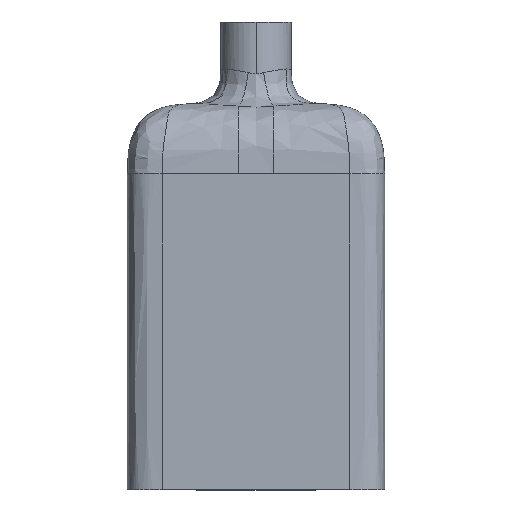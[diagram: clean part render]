
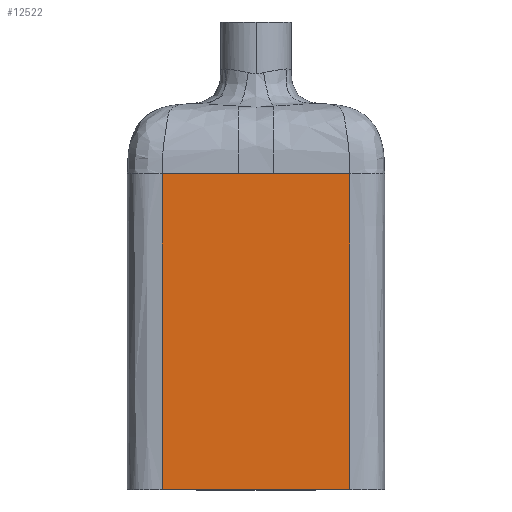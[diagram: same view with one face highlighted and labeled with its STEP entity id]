
A CAD part, top view. The second image highlights one B-rep face of the part: STEP entity #12522.
In plain terms, the highlighted planar face has unit normal (0, 0, 1).
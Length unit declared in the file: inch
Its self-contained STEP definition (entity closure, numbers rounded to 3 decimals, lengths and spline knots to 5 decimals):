
#416 = CARTESIAN_POINT ( 'NONE',  ( -0.5015, 1.688, 0.5375 ) ) ;
#567 = CARTESIAN_POINT ( 'NONE',  ( 0.04709, 1.68845, 0.5375 ) ) ;
#666 = CARTESIAN_POINT ( 'NONE',  ( -0.0386, 1.68856, 0.5375 ) ) ;
#725 = B_SPLINE_CURVE_WITH_KNOTS ( 'NONE', 3,
 ( #10283, #13774, #6775, #16947 ),
 .UNSPECIFIED., .F., .F.,
 ( 4, 4 ),
 ( 0.31315, 1. ),
 .UNSPECIFIED. ) ;
#764 = ORIENTED_EDGE ( 'NONE', *, *, #1630, .T. ) ;
#771 = CARTESIAN_POINT ( 'NONE',  ( 0.0892, 1.688, 0.5375 ) ) ;
#812 = PLANE ( 'NONE',  #12382 ) ;
#1495 = CARTESIAN_POINT ( 'NONE',  ( -0.5015, 1.12533, 0.5375 ) ) ;
#1630 = EDGE_CURVE ( 'NONE', #17928, #7245, #4200, .T. ) ;
#2958 = EDGE_CURVE ( 'NONE', #7245, #12750, #7251, .T. ) ;
#3175 = CARTESIAN_POINT ( 'NONE',  ( -0.5015, 0., 0.5375 ) ) ;
#3707 = CARTESIAN_POINT ( 'NONE',  ( -0.22953, 1.688, 0.5375 ) ) ;
#3754 = CARTESIAN_POINT ( 'NONE',  ( -0.04616, 1.68846, 0.5375 ) ) ;
#3793 = VERTEX_POINT ( 'NONE', #13321 ) ;
#3804 = CARTESIAN_POINT ( 'NONE',  ( -0.5015, 1.688, 0.5375 ) ) ;
#3859 = CARTESIAN_POINT ( 'NONE',  ( 0.05625, 1.68833, 0.5375 ) ) ;
#3958 = CARTESIAN_POINT ( 'NONE',  ( 0.09354, 1.688, 0.5375 ) ) ;
#4200 = LINE ( 'NONE', #17546, #9214 ) ;
#4206 = DIRECTION ( 'NONE',  ( 0., 0., -1. ) ) ;
#4300 = EDGE_CURVE ( 'NONE', #4916, #17928, #8842, .T. ) ;
#4916 = VERTEX_POINT ( 'NONE', #3804 ) ;
#4942 = CARTESIAN_POINT ( 'NONE',  ( 0.5015, 1.688, 0.5375 ) ) ;
#5709 = CARTESIAN_POINT ( 'NONE',  ( 0.06496, 1.68822, 0.5375 ) ) ;
#5915 = CARTESIAN_POINT ( 'NONE',  ( 0.04923, 1.68842, 0.5375 ) ) ;
#6477 = CARTESIAN_POINT ( 'NONE',  ( 0.5015, 0., 0.5375 ) ) ;
#6775 = CARTESIAN_POINT ( 'NONE',  ( 0.22953, 1.688, 0.5375 ) ) ;
#7152 = CARTESIAN_POINT ( 'NONE',  ( 0.02775, 1.68871, 0.5375 ) ) ;
#7245 = VERTEX_POINT ( 'NONE', #6477 ) ;
#7251 = B_SPLINE_CURVE_WITH_KNOTS ( 'NONE', 3,
 ( #12580, #13013, #14427, #11366 ),
 .UNSPECIFIED., .F., .F.,
 ( 4, 4 ),
 ( 0., 1. ),
 .UNSPECIFIED. ) ;
#7253 = CARTESIAN_POINT ( 'NONE',  ( -0.0464, 1.68846, 0.5375 ) ) ;
#7353 = CARTESIAN_POINT ( 'NONE',  ( -0.06929, 1.68815, 0.5375 ) ) ;
#7456 = CARTESIAN_POINT ( 'NONE',  ( 0.01215, 1.68883, 0.5375 ) ) ;
#8183 = CARTESIAN_POINT ( 'NONE',  ( -0.5015, 0., 0.5375 ) ) ;
#8842 = B_SPLINE_CURVE_WITH_KNOTS ( 'NONE', 3,
 ( #11676, #1495, #10156, #8183 ),
 .UNSPECIFIED., .F., .F.,
 ( 4, 4 ),
 ( 0., 1. ),
 .UNSPECIFIED. ) ;
#8897 = CARTESIAN_POINT ( 'NONE',  ( 0.05162, 1.68839, 0.5375 ) ) ;
#8944 = B_SPLINE_CURVE_WITH_KNOTS ( 'NONE', 3,
 ( #3958, #771, #17511, #5709, #3859, #8897, #5915, #15561, #10740, #567, #7152, #7456, #15661, #13821, #20907, #666, #14125, #10638, #20498, #3754, #7253, #7353, #13921, #18747 ),
 .UNSPECIFIED., .F., .F.,
 ( 4, 1, 1, 1, 1, 1, 2, 2, 2, 1, 1, 1, 1, 1, 2, 2, 4 ),
 ( 0., 0.125, 0.1875, 0.21875, 0.23438, 0.24219, 0.24609, 0.25, 0.5, 0.625, 0.6875, 0.71875, 0.73438, 0.74219, 0.74609, 0.75, 1. ),
 .UNSPECIFIED. ) ;
#9214 = VECTOR ( 'NONE', #11086, 39.37008 ) ;
#9247 = DIRECTION ( 'NONE',  ( 0., -1., 0. ) ) ;
#10156 = CARTESIAN_POINT ( 'NONE',  ( -0.5015, 0.56267, 0.5375 ) ) ;
#10283 = CARTESIAN_POINT ( 'NONE',  ( 0.5015, 1.688, 0.5375 ) ) ;
#10292 = ORIENTED_EDGE ( 'NONE', *, *, #2958, .T. ) ;
#10638 = CARTESIAN_POINT ( 'NONE',  ( -0.04468, 1.68848, 0.5375 ) ) ;
#10740 = CARTESIAN_POINT ( 'NONE',  ( 0.04749, 1.68844, 0.5375 ) ) ;
#10989 = CARTESIAN_POINT ( 'NONE',  ( -0.6875, 2.063, 0.5375 ) ) ;
#11086 = DIRECTION ( 'NONE',  ( 1., 0., 0. ) ) ;
#11366 = CARTESIAN_POINT ( 'NONE',  ( 0.5015, 1.688, 0.5375 ) ) ;
#11676 = CARTESIAN_POINT ( 'NONE',  ( -0.5015, 1.688, 0.5375 ) ) ;
#11949 = EDGE_CURVE ( 'NONE', #12750, #3793, #725, .T. ) ;
#12347 = ORIENTED_EDGE ( 'NONE', *, *, #11949, .T. ) ;
#12382 = AXIS2_PLACEMENT_3D ( 'NONE', #10989, #4206, #9247 ) ;
#12522 = ADVANCED_FACE ( 'NONE', ( #15803 ), #812, .F. ) ;
#12580 = CARTESIAN_POINT ( 'NONE',  ( 0.5015, 0., 0.5375 ) ) ;
#12750 = VERTEX_POINT ( 'NONE', #4942 ) ;
#13013 = CARTESIAN_POINT ( 'NONE',  ( 0.5015, 0.56267, 0.5375 ) ) ;
#13127 = VERTEX_POINT ( 'NONE', #19662 ) ;
#13321 = CARTESIAN_POINT ( 'NONE',  ( 0.09354, 1.688, 0.5375 ) ) ;
#13664 = CARTESIAN_POINT ( 'NONE',  ( -0.09354, 1.688, 0.5375 ) ) ;
#13770 = CARTESIAN_POINT ( 'NONE',  ( -0.36551, 1.688, 0.5375 ) ) ;
#13774 = CARTESIAN_POINT ( 'NONE',  ( 0.36551, 1.688, 0.5375 ) ) ;
#13821 = CARTESIAN_POINT ( 'NONE',  ( -0.01641, 1.68879, 0.5375 ) ) ;
#13921 = CARTESIAN_POINT ( 'NONE',  ( -0.08489, 1.688, 0.5375 ) ) ;
#14125 = CARTESIAN_POINT ( 'NONE',  ( -0.04263, 1.68851, 0.5375 ) ) ;
#14281 = ORIENTED_EDGE ( 'NONE', *, *, #19418, .T. ) ;
#14427 = CARTESIAN_POINT ( 'NONE',  ( 0.5015, 1.12533, 0.5375 ) ) ;
#15561 = CARTESIAN_POINT ( 'NONE',  ( 0.04819, 1.68843, 0.5375 ) ) ;
#15661 = CARTESIAN_POINT ( 'NONE',  ( -0.00602, 1.68883, 0.5375 ) ) ;
#15803 = FACE_OUTER_BOUND ( 'NONE', #21396, .T. ) ;
#16947 = CARTESIAN_POINT ( 'NONE',  ( 0.09354, 1.688, 0.5375 ) ) ;
#17278 = EDGE_CURVE ( 'NONE', #13127, #4916, #20225, .T. ) ;
#17511 = CARTESIAN_POINT ( 'NONE',  ( 0.0801, 1.68806, 0.5375 ) ) ;
#17546 = CARTESIAN_POINT ( 'NONE',  ( -0.6875, 0., 0.5375 ) ) ;
#17928 = VERTEX_POINT ( 'NONE', #3175 ) ;
#18679 = ORIENTED_EDGE ( 'NONE', *, *, #4300, .T. ) ;
#18747 = CARTESIAN_POINT ( 'NONE',  ( -0.09354, 1.688, 0.5375 ) ) ;
#18786 = ORIENTED_EDGE ( 'NONE', *, *, #17278, .T. ) ;
#19418 = EDGE_CURVE ( 'NONE', #3793, #13127, #8944, .T. ) ;
#19662 = CARTESIAN_POINT ( 'NONE',  ( -0.09354, 1.688, 0.5375 ) ) ;
#20225 = B_SPLINE_CURVE_WITH_KNOTS ( 'NONE', 3,
 ( #13664, #3707, #13770, #416 ),
 .UNSPECIFIED., .F., .F.,
 ( 4, 4 ),
 ( 0., 0.68685 ),
 .UNSPECIFIED. ) ;
#20498 = CARTESIAN_POINT ( 'NONE',  ( -0.04556, 1.68847, 0.5375 ) ) ;
#20907 = CARTESIAN_POINT ( 'NONE',  ( -0.03082, 1.68865, 0.5375 ) ) ;
#21396 = EDGE_LOOP ( 'NONE', ( #18786, #18679, #764, #10292, #12347, #14281 ) ) ;
